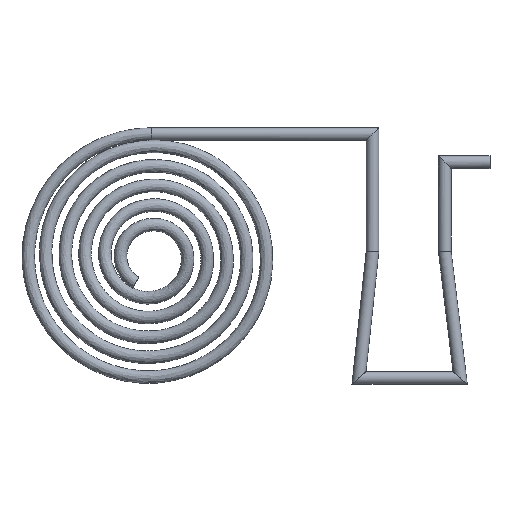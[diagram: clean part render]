
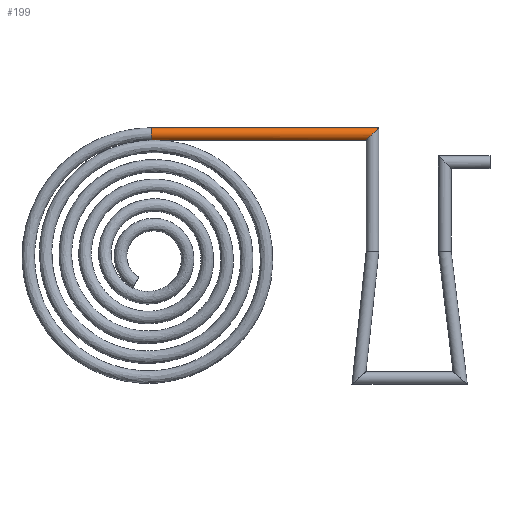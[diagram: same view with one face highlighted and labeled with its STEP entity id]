
A CAD part, top view. The second image highlights one B-rep face of the part: STEP entity #199.
In plain terms, the highlighted cylindrical face has radius 0.35 mm (diameter 0.7 mm), a full revolution.
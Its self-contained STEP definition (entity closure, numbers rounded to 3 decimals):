
#19=FACE_OUTER_BOUND('',#29,.T.);
#29=EDGE_LOOP('',(#130,#131,#132,#133,#134,#135,#136,#137));
#39=ELLIPSE('',#227,0.495,0.35);
#40=ELLIPSE('',#228,0.495,0.35);
#41=ELLIPSE('',#229,0.495,0.35);
#57=LINE('',#337,#64);
#64=VECTOR('',#265,0.35);
#71=CIRCLE('',#224,0.35);
#72=CIRCLE('',#225,0.35);
#73=CIRCLE('',#226,0.35);
#76=VERTEX_POINT('',#330);
#77=VERTEX_POINT('',#331);
#78=VERTEX_POINT('',#333);
#79=VERTEX_POINT('',#336);
#80=VERTEX_POINT('',#338);
#81=VERTEX_POINT('',#340);
#99=EDGE_CURVE('',#76,#77,#71,.T.);
#100=EDGE_CURVE('',#78,#76,#72,.T.);
#101=EDGE_CURVE('',#77,#78,#73,.T.);
#102=EDGE_CURVE('',#77,#79,#57,.T.);
#103=EDGE_CURVE('',#79,#80,#39,.T.);
#104=EDGE_CURVE('',#81,#80,#40,.T.);
#105=EDGE_CURVE('',#81,#79,#41,.T.);
#130=ORIENTED_EDGE('',*,*,#99,.F.);
#131=ORIENTED_EDGE('',*,*,#100,.F.);
#132=ORIENTED_EDGE('',*,*,#101,.F.);
#133=ORIENTED_EDGE('',*,*,#102,.T.);
#134=ORIENTED_EDGE('',*,*,#103,.T.);
#135=ORIENTED_EDGE('',*,*,#104,.F.);
#136=ORIENTED_EDGE('',*,*,#105,.T.);
#137=ORIENTED_EDGE('',*,*,#102,.F.);
#192=CYLINDRICAL_SURFACE('',#223,0.35);
#199=ADVANCED_FACE('',(#19),#192,.T.);
#223=AXIS2_PLACEMENT_3D('',#329,#257,#258);
#224=AXIS2_PLACEMENT_3D('',#332,#259,#260);
#225=AXIS2_PLACEMENT_3D('',#334,#261,#262);
#226=AXIS2_PLACEMENT_3D('',#335,#263,#264);
#227=AXIS2_PLACEMENT_3D('',#339,#266,#267);
#228=AXIS2_PLACEMENT_3D('',#341,#268,#269);
#229=AXIS2_PLACEMENT_3D('',#342,#270,#271);
#257=DIRECTION('center_axis',(-1.,0.,0.));
#258=DIRECTION('ref_axis',(0.,-1.,0.));
#259=DIRECTION('center_axis',(-1.,0.,0.));
#260=DIRECTION('ref_axis',(0.,-1.,0.));
#261=DIRECTION('center_axis',(-1.,0.,0.));
#262=DIRECTION('ref_axis',(0.,-1.,0.));
#263=DIRECTION('center_axis',(-1.,0.,0.));
#264=DIRECTION('ref_axis',(0.,-1.,0.));
#265=DIRECTION('',(1.,0.,0.));
#266=DIRECTION('center_axis',(-0.707,0.707,0.));
#267=DIRECTION('ref_axis',(-0.707,-0.707,0.));
#268=DIRECTION('center_axis',(0.707,-0.707,0.));
#269=DIRECTION('ref_axis',(-0.707,-0.707,0.));
#270=DIRECTION('center_axis',(-0.707,0.707,0.));
#271=DIRECTION('ref_axis',(-0.707,-0.707,0.));
#329=CARTESIAN_POINT('Origin',(-6.5,1.561,0.));
#330=CARTESIAN_POINT('',(-18.75,1.561,0.35));
#331=CARTESIAN_POINT('',(-18.75,1.911,0.));
#332=CARTESIAN_POINT('Origin',(-18.75,1.561,0.));
#333=CARTESIAN_POINT('',(-18.75,1.561,-0.35));
#334=CARTESIAN_POINT('Origin',(-18.75,1.561,0.));
#335=CARTESIAN_POINT('Origin',(-18.75,1.561,0.));
#336=CARTESIAN_POINT('',(-6.15,1.911,0.));
#337=CARTESIAN_POINT('',(-6.5,1.911,0.));
#338=CARTESIAN_POINT('',(-6.5,1.561,-0.35));
#339=CARTESIAN_POINT('Origin',(-6.5,1.561,0.));
#340=CARTESIAN_POINT('',(-6.5,1.561,0.35));
#341=CARTESIAN_POINT('Origin',(-6.5,1.561,0.));
#342=CARTESIAN_POINT('Origin',(-6.5,1.561,0.));
